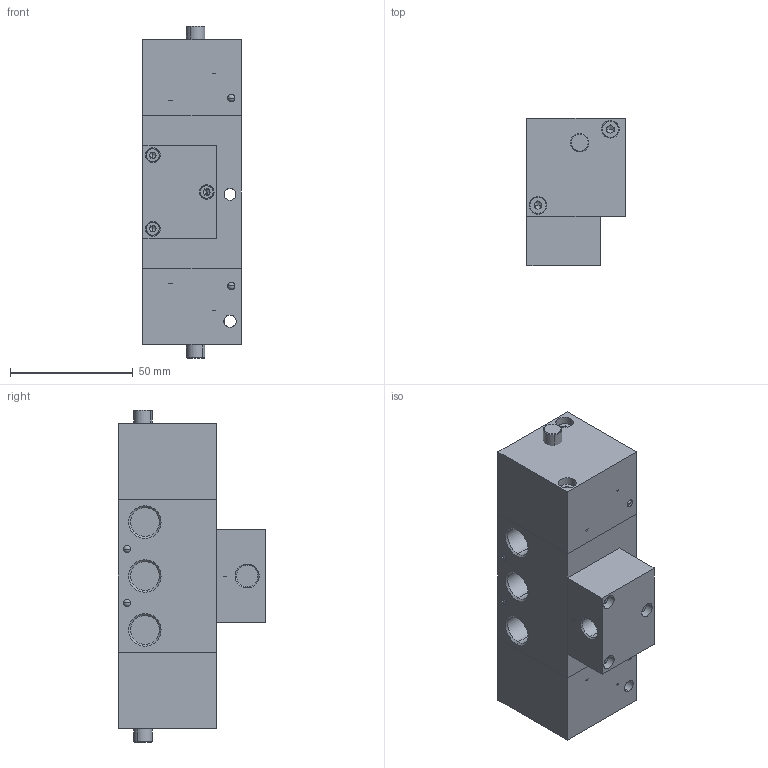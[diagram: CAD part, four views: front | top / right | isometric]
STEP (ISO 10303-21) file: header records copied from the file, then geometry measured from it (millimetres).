
FILE_DESCRIPTION (( 'STEP AP214' ), '1' );
FILE_NAME ('10_035_4.STEP', '2016-01-05T09:18:48', ( '' ), ( '' ), 'SwSTEP 2.0', 'SolidWorks 2016', '' );
FILE_SCHEMA (( 'AUTOMOTIVE_DESIGN' ));
Length unit declared in the file: millimetre
Products named in the file (1): 10_035_4
Bounding box: 40 x 60 x 135.4 mm (x, y, z)
Volume: 214468.3 mm3; surface area: 47207.1 mm2
Topology: 33 solids, 33 shells, 524 faces, 1150 edges, 703 vertices
Faces by surface type: plane 198, cylinder 160, cone 82, torus 48, sphere 36
Entity records: 14135 total; most frequent: DIRECTION 2617, CARTESIAN_POINT 2449, ORIENTED_EDGE 2084, AXIS2_PLACEMENT_3D 1069, EDGE_CURVE 1042, VERTEX_POINT 649, EDGE_LOOP 601, CIRCLE 544
